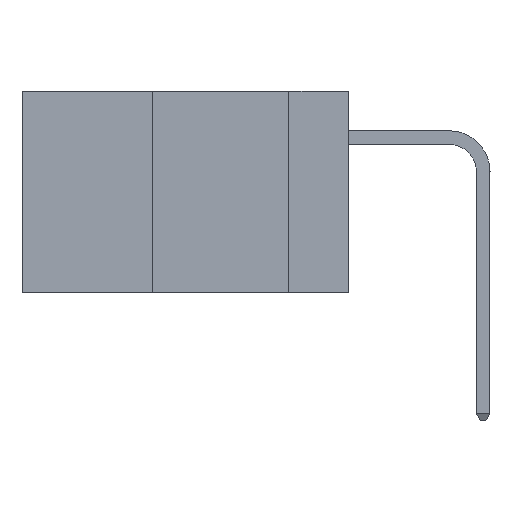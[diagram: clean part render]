
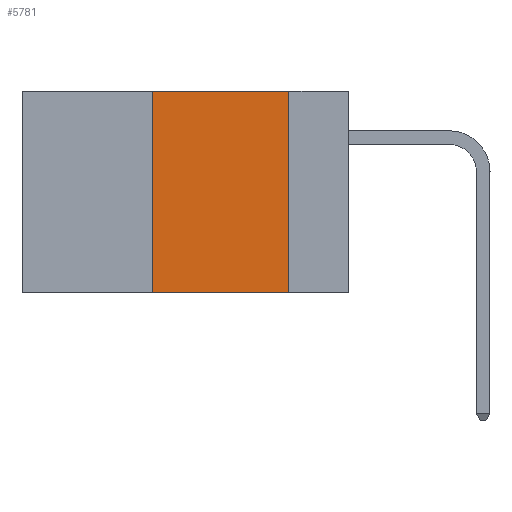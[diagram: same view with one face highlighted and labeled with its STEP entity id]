
A CAD part, left-side view. The second image highlights one B-rep face of the part: STEP entity #5781.
In plain terms, the highlighted planar face has unit normal (-1, 0, 0).
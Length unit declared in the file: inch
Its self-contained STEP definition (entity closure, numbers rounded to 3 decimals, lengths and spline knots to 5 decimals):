
#12 = DIRECTION ( 'NONE',  ( 1., 0., 0. ) ) ;
#1153 = FACE_OUTER_BOUND ( 'NONE', #10797, .T. ) ;
#1265 = ORIENTED_EDGE ( 'NONE', *, *, #14513, .F. ) ;
#2884 = LINE ( 'NONE', #14897, #9078 ) ;
#4434 = EDGE_CURVE ( 'NONE', #24022, #24990, #2884, .T. ) ;
#4676 = AXIS2_PLACEMENT_3D ( 'NONE', #13307, #12, #18591 ) ;
#4886 = CARTESIAN_POINT ( 'NONE',  ( 0., 0.36, 0. ) ) ;
#5401 = CARTESIAN_POINT ( 'NONE',  ( 0., 0.11, 0. ) ) ;
#5781 = ADVANCED_FACE ( 'NONE', ( #1153 ), #31298, .F. ) ;
#5838 = VECTOR ( 'NONE', #16052, 39.37008 ) ;
#9078 = VECTOR ( 'NONE', #20120, 39.37008 ) ;
#10797 = EDGE_LOOP ( 'NONE', ( #28363, #19755, #1265, #10899 ) ) ;
#10899 = ORIENTED_EDGE ( 'NONE', *, *, #21623, .T. ) ;
#10918 = CARTESIAN_POINT ( 'NONE',  ( 0., 0.36, 0. ) ) ;
#11003 = EDGE_CURVE ( 'NONE', #24990, #29083, #26003, .T. ) ;
#11415 = CARTESIAN_POINT ( 'NONE',  ( 0., 0.6, -0.37 ) ) ;
#13024 = VERTEX_POINT ( 'NONE', #27052 ) ;
#13034 = VECTOR ( 'NONE', #14117, 39.37008 ) ;
#13307 = CARTESIAN_POINT ( 'NONE',  ( 0., 0.6, 0. ) ) ;
#13869 = LINE ( 'NONE', #11415, #13034 ) ;
#14117 = DIRECTION ( 'NONE',  ( 0., -1., 0. ) ) ;
#14513 = EDGE_CURVE ( 'NONE', #13024, #24022, #33541, .T. ) ;
#14897 = CARTESIAN_POINT ( 'NONE',  ( 0., 0.6, 0. ) ) ;
#16052 = DIRECTION ( 'NONE',  ( 0., 0., -1. ) ) ;
#18591 = DIRECTION ( 'NONE',  ( 0., 0., -1. ) ) ;
#18905 = DIRECTION ( 'NONE',  ( 0., 0., 1. ) ) ;
#19301 = CARTESIAN_POINT ( 'NONE',  ( 0., 0.11, 0. ) ) ;
#19635 = CARTESIAN_POINT ( 'NONE',  ( 0., 0.11, -0.37 ) ) ;
#19755 = ORIENTED_EDGE ( 'NONE', *, *, #4434, .F. ) ;
#20120 = DIRECTION ( 'NONE',  ( 0., -1., 0. ) ) ;
#21623 = EDGE_CURVE ( 'NONE', #13024, #29083, #13869, .T. ) ;
#24022 = VERTEX_POINT ( 'NONE', #4886 ) ;
#24990 = VERTEX_POINT ( 'NONE', #19301 ) ;
#26003 = LINE ( 'NONE', #5401, #5838 ) ;
#26987 = VECTOR ( 'NONE', #18905, 39.37008 ) ;
#27052 = CARTESIAN_POINT ( 'NONE',  ( 0., 0.36, -0.37 ) ) ;
#28363 = ORIENTED_EDGE ( 'NONE', *, *, #11003, .F. ) ;
#29083 = VERTEX_POINT ( 'NONE', #19635 ) ;
#31298 = PLANE ( 'NONE',  #4676 ) ;
#33541 = LINE ( 'NONE', #10918, #26987 ) ;
